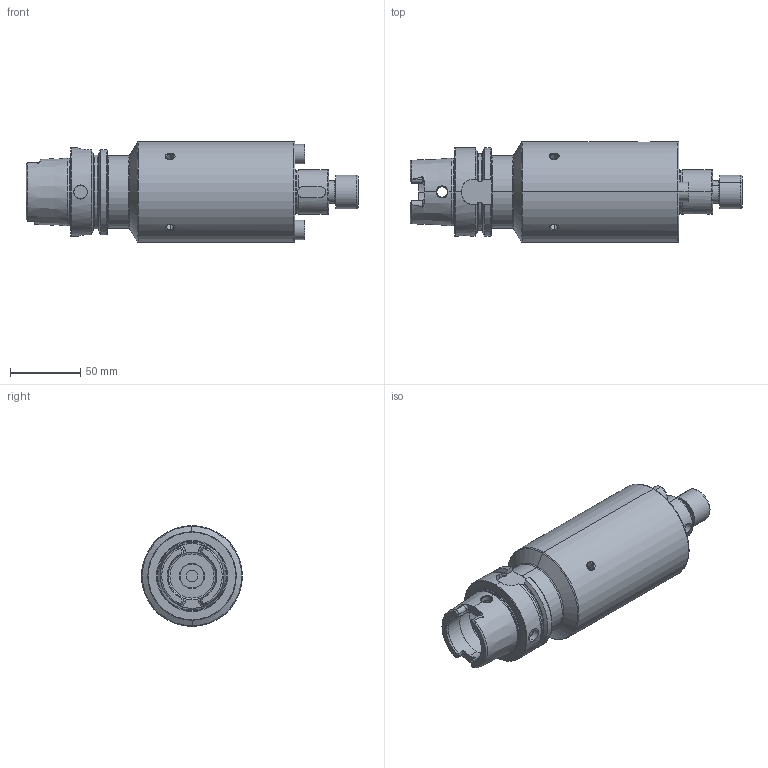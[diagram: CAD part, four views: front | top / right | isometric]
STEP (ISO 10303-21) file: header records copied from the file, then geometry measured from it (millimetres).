
FILE_DESCRIPTION (( 'STEP AP214' ), '1' );
FILE_NAME ('HA6.D32.K01.160.STEP', '2011-10-06T11:01:20', ( 'SwiAdmin' ), ( '' ), 'SwSTEP 2.0', 'SolidWorks 2011', '' );
FILE_SCHEMA (( 'AUTOMOTIVE_DESIGN' ));
Length unit declared in the file: millimetre
Products named in the file (4): D32-ER2.001.022_B; D32-ER1.002.035_A_Default; HA6-D32.K01.160_C_Fertigbearbeitung; HA6.D32.K01.160
Assembly tree (4 placements, depth 2):
  HA6.D32.K01.160
    D32-ER1.002.035_A_Default
    D32-ER2.001.022_B  x2
    HA6-D32.K01.160_C_Fertigbearbeitung
Bounding box: 236.9 x 72 x 72 mm (x, y, z)
Volume: 605584.4 mm3; surface area: 71543.8 mm2
Topology: 4 solids, 4 shells, 383 faces, 930 edges, 551 vertices
Faces by surface type: cylinder 113, cone 92, plane 91, torus 73, bspline 12, sphere 2
Entity records: 13546 total; most frequent: CARTESIAN_POINT 4239, ORIENTED_EDGE 1640, DIRECTION 1626, EDGE_CURVE 820, AXIS2_PLACEMENT_3D 669, VERTEX_POINT 500, EDGE_LOOP 370, FACE_OUTER_BOUND 343
